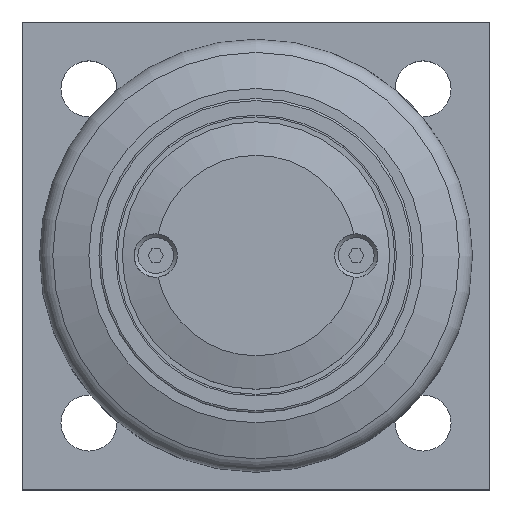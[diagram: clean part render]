
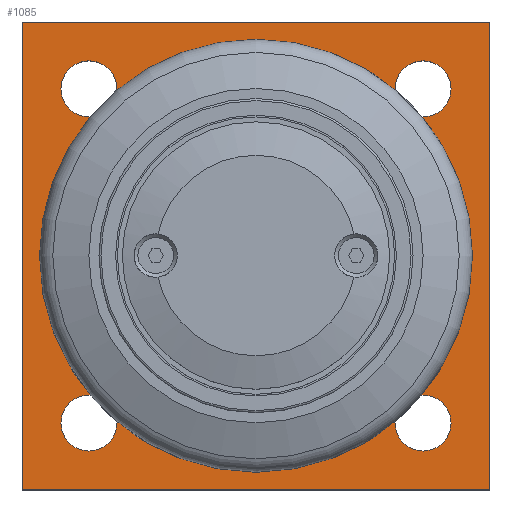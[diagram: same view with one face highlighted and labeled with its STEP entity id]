
A CAD part, top view. The second image highlights one B-rep face of the part: STEP entity #1085.
In plain terms, the highlighted planar face has unit normal (0, 0, 1).
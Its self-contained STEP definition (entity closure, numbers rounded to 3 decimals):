
#33=FACE_BOUND('',#193,.T.);
#34=FACE_BOUND('',#194,.T.);
#35=FACE_BOUND('',#195,.T.);
#36=FACE_BOUND('',#196,.T.);
#37=FACE_BOUND('',#197,.T.);
#62=PLANE('',#1242);
#119=FACE_OUTER_BOUND('',#192,.T.);
#192=EDGE_LOOP('',(#924,#925,#926,#927));
#193=EDGE_LOOP('',(#928));
#194=EDGE_LOOP('',(#929,#930));
#195=EDGE_LOOP('',(#931,#932));
#196=EDGE_LOOP('',(#933,#934));
#197=EDGE_LOOP('',(#935,#936));
#243=LINE('',#1901,#314);
#247=LINE('',#1909,#318);
#250=LINE('',#1915,#321);
#253=LINE('',#1920,#324);
#314=VECTOR('',#1512,10.);
#318=VECTOR('',#1518,10.);
#321=VECTOR('',#1523,10.);
#324=VECTOR('',#1528,10.);
#428=CIRCLE('',#1217,20.5);
#430=CIRCLE('',#1221,4.188);
#431=CIRCLE('',#1222,4.188);
#433=CIRCLE('',#1225,4.188);
#434=CIRCLE('',#1226,4.188);
#436=CIRCLE('',#1229,4.188);
#437=CIRCLE('',#1230,4.188);
#439=CIRCLE('',#1233,4.188);
#440=CIRCLE('',#1234,4.188);
#507=VERTEX_POINT('',#1860);
#509=VERTEX_POINT('',#1867);
#510=VERTEX_POINT('',#1868);
#512=VERTEX_POINT('',#1875);
#513=VERTEX_POINT('',#1876);
#515=VERTEX_POINT('',#1883);
#516=VERTEX_POINT('',#1884);
#518=VERTEX_POINT('',#1891);
#519=VERTEX_POINT('',#1892);
#521=VERTEX_POINT('',#1899);
#522=VERTEX_POINT('',#1900);
#525=VERTEX_POINT('',#1908);
#527=VERTEX_POINT('',#1914);
#641=EDGE_CURVE('',#507,#507,#428,.T.);
#643=EDGE_CURVE('',#509,#510,#430,.T.);
#644=EDGE_CURVE('',#510,#509,#431,.T.);
#647=EDGE_CURVE('',#512,#513,#433,.T.);
#648=EDGE_CURVE('',#513,#512,#434,.T.);
#651=EDGE_CURVE('',#515,#516,#436,.T.);
#652=EDGE_CURVE('',#516,#515,#437,.T.);
#655=EDGE_CURVE('',#518,#519,#439,.T.);
#656=EDGE_CURVE('',#519,#518,#440,.T.);
#659=EDGE_CURVE('',#521,#522,#243,.T.);
#663=EDGE_CURVE('',#522,#525,#247,.T.);
#666=EDGE_CURVE('',#525,#527,#250,.T.);
#669=EDGE_CURVE('',#527,#521,#253,.T.);
#924=ORIENTED_EDGE('',*,*,#659,.F.);
#925=ORIENTED_EDGE('',*,*,#669,.F.);
#926=ORIENTED_EDGE('',*,*,#666,.F.);
#927=ORIENTED_EDGE('',*,*,#663,.F.);
#928=ORIENTED_EDGE('',*,*,#641,.T.);
#929=ORIENTED_EDGE('',*,*,#643,.T.);
#930=ORIENTED_EDGE('',*,*,#644,.T.);
#931=ORIENTED_EDGE('',*,*,#647,.T.);
#932=ORIENTED_EDGE('',*,*,#648,.T.);
#933=ORIENTED_EDGE('',*,*,#651,.T.);
#934=ORIENTED_EDGE('',*,*,#652,.T.);
#935=ORIENTED_EDGE('',*,*,#655,.T.);
#936=ORIENTED_EDGE('',*,*,#656,.T.);
#1085=ADVANCED_FACE('',(#119,#33,#34,#35,#36,#37),#62,.T.);
#1217=AXIS2_PLACEMENT_3D('',#1862,#1468,#1469);
#1221=AXIS2_PLACEMENT_3D('',#1869,#1476,#1477);
#1222=AXIS2_PLACEMENT_3D('',#1870,#1478,#1479);
#1225=AXIS2_PLACEMENT_3D('',#1877,#1485,#1486);
#1226=AXIS2_PLACEMENT_3D('',#1878,#1487,#1488);
#1229=AXIS2_PLACEMENT_3D('',#1885,#1494,#1495);
#1230=AXIS2_PLACEMENT_3D('',#1886,#1496,#1497);
#1233=AXIS2_PLACEMENT_3D('',#1893,#1503,#1504);
#1234=AXIS2_PLACEMENT_3D('',#1894,#1505,#1506);
#1242=AXIS2_PLACEMENT_3D('',#1925,#1534,#1535);
#1468=DIRECTION('center_axis',(0.,0.,-1.));
#1469=DIRECTION('ref_axis',(-1.,0.,0.));
#1476=DIRECTION('center_axis',(0.,0.,-1.));
#1477=DIRECTION('ref_axis',(1.,0.,0.));
#1478=DIRECTION('center_axis',(0.,0.,-1.));
#1479=DIRECTION('ref_axis',(1.,0.,0.));
#1485=DIRECTION('center_axis',(0.,0.,-1.));
#1486=DIRECTION('ref_axis',(1.,0.,0.));
#1487=DIRECTION('center_axis',(0.,0.,-1.));
#1488=DIRECTION('ref_axis',(1.,0.,0.));
#1494=DIRECTION('center_axis',(0.,0.,-1.));
#1495=DIRECTION('ref_axis',(1.,0.,0.));
#1496=DIRECTION('center_axis',(0.,0.,-1.));
#1497=DIRECTION('ref_axis',(1.,0.,0.));
#1503=DIRECTION('center_axis',(0.,0.,-1.));
#1504=DIRECTION('ref_axis',(1.,0.,0.));
#1505=DIRECTION('center_axis',(0.,0.,-1.));
#1506=DIRECTION('ref_axis',(1.,0.,0.));
#1512=DIRECTION('',(0.,1.,0.));
#1518=DIRECTION('',(1.,0.,0.));
#1523=DIRECTION('',(0.,-1.,0.));
#1528=DIRECTION('',(-1.,0.,0.));
#1534=DIRECTION('center_axis',(0.,0.,1.));
#1535=DIRECTION('ref_axis',(1.,0.,0.));
#1860=CARTESIAN_POINT('',(55.5,35.,12.));
#1862=CARTESIAN_POINT('Origin',(35.,35.,12.));
#1867=CARTESIAN_POINT('',(14.188,10.,12.));
#1868=CARTESIAN_POINT('',(5.812,10.,12.));
#1869=CARTESIAN_POINT('Origin',(10.,10.,12.));
#1870=CARTESIAN_POINT('Origin',(10.,10.,12.));
#1875=CARTESIAN_POINT('',(64.188,10.,12.));
#1876=CARTESIAN_POINT('',(55.812,10.,12.));
#1877=CARTESIAN_POINT('Origin',(60.,10.,12.));
#1878=CARTESIAN_POINT('Origin',(60.,10.,12.));
#1883=CARTESIAN_POINT('',(64.188,60.,12.));
#1884=CARTESIAN_POINT('',(55.812,60.,12.));
#1885=CARTESIAN_POINT('Origin',(60.,60.,12.));
#1886=CARTESIAN_POINT('Origin',(60.,60.,12.));
#1891=CARTESIAN_POINT('',(14.188,60.,12.));
#1892=CARTESIAN_POINT('',(5.812,60.,12.));
#1893=CARTESIAN_POINT('Origin',(10.,60.,12.));
#1894=CARTESIAN_POINT('Origin',(10.,60.,12.));
#1899=CARTESIAN_POINT('',(0.,0.,12.));
#1900=CARTESIAN_POINT('',(0.,70.,12.));
#1901=CARTESIAN_POINT('',(0.,70.,12.));
#1908=CARTESIAN_POINT('',(70.,70.,12.));
#1909=CARTESIAN_POINT('',(70.,70.,12.));
#1914=CARTESIAN_POINT('',(70.,0.,12.));
#1915=CARTESIAN_POINT('',(70.,0.,12.));
#1920=CARTESIAN_POINT('',(0.,0.,12.));
#1925=CARTESIAN_POINT('Origin',(35.,35.,12.));
